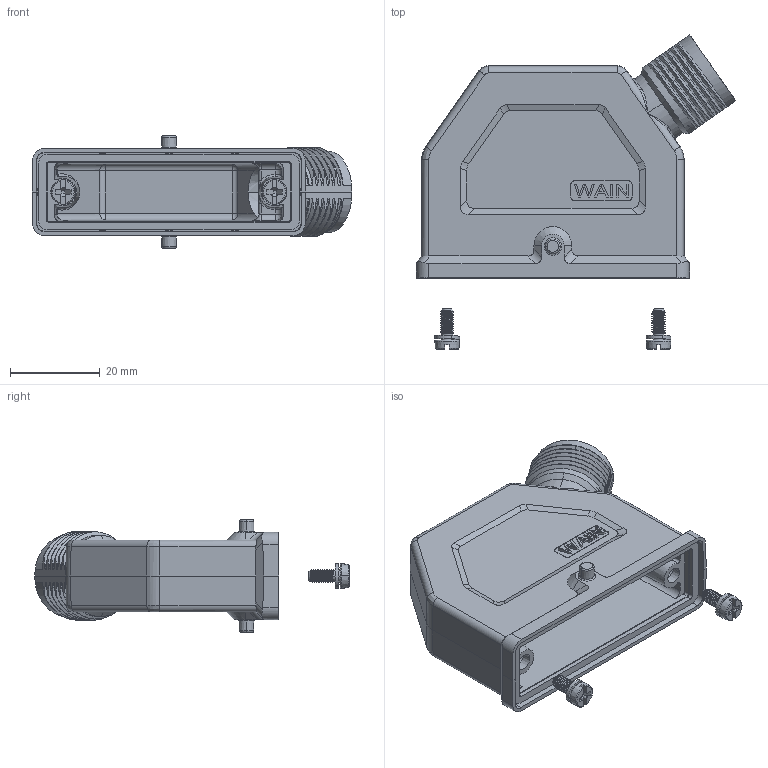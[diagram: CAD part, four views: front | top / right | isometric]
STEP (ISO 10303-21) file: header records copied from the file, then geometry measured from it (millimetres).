
FILE_DESCRIPTION((''),'2;1');
FILE_NAME('DS-044-SE-2B-OM20_ASM','2019-06-17T',('lishuang.ye'),(''),'PRO/ENGINEER BY PARAMETRIC TECHNOLOGY CORPORATION, 2014320','PRO/ENGINEER BY PARAMETRIC TECHNOLOGY CORPORATION, 2014320','');
FILE_SCHEMA(('CONFIG_CONTROL_DESIGN','SHAPE_APPEARANCE_LAYERS_GROUPS'));
Length unit declared in the file: millimetre
Products named in the file (5): P_DS-044-SE-2B-OM20; GASKE; P_M3X7; M3X7_ASM; DS-044-SE-2B-OM20_ASM
Assembly tree (5 placements, depth 3):
  DS-044-SE-2B-OM20_ASM
    P_DS-044-SE-2B-OM20
    M3X7_ASM  x2
      GASKE
      P_M3X7
Bounding box: 71.08 x 69.86 x 25 mm (x, y, z)
Volume: 14733.8 mm3; surface area: 16813.3 mm2
Topology: 5 solids, 5 shells, 722 faces, 1985 edges, 1296 vertices
Faces by surface type: plane 355, cylinder 168, bspline 103, cone 44, extrusion 24, torus 20, sphere 8
Entity records: 36852 total; most frequent: CARTESIAN_POINT 16019, ORIENTED_EDGE 3530, DIRECTION 2615, PRESENTATION_STYLE_ASSIGNMENT 1780, STYLED_ITEM 1768, CURVE_STYLE 1765, EDGE_CURVE 1765, VERTEX_POINT 1146
